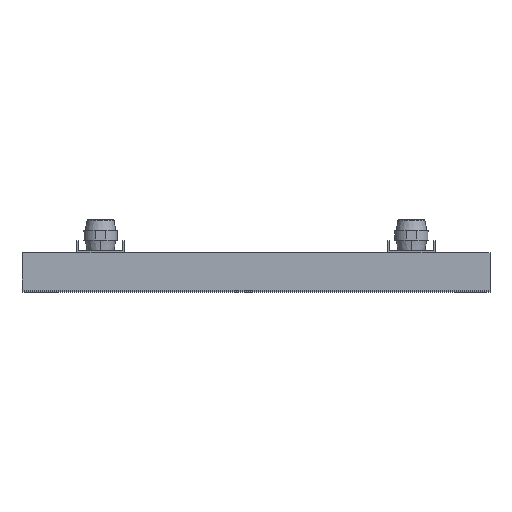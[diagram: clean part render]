
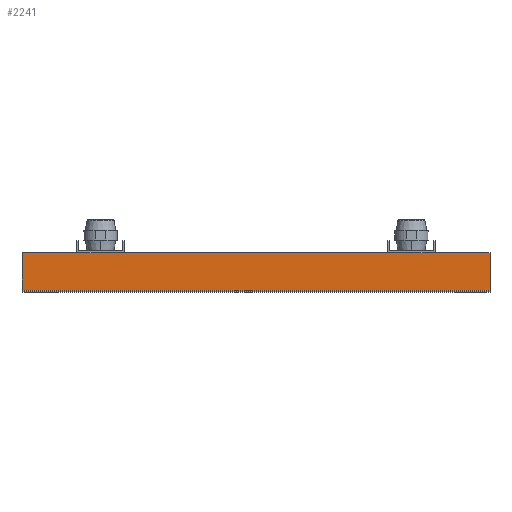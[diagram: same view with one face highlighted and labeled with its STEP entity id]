
A CAD part, top view. The second image highlights one B-rep face of the part: STEP entity #2241.
In plain terms, the highlighted planar face has unit normal (0, 0, 1).
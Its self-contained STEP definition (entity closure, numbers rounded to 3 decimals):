
#11 = DIRECTION ( 'NONE',  ( 1., 0., 0. ) ) ;
#67 = VERTEX_POINT ( 'NONE', #7151 ) ;
#160 = CARTESIAN_POINT ( 'NONE',  ( 0., 2., -24. ) ) ;
#263 = CARTESIAN_POINT ( 'NONE',  ( 526., 50., -24. ) ) ;
#295 = DIRECTION ( 'NONE',  ( 0., 1., 0. ) ) ;
#829 = CARTESIAN_POINT ( 'NONE',  ( 596., 2., -24. ) ) ;
#889 = ORIENTED_EDGE ( 'NONE', *, *, #8004, .F. ) ;
#952 = ORIENTED_EDGE ( 'NONE', *, *, #6541, .T. ) ;
#1155 = DIRECTION ( 'NONE',  ( 1., 0., 0. ) ) ;
#1195 = ORIENTED_EDGE ( 'NONE', *, *, #5928, .F. ) ;
#1238 = LINE ( 'NONE', #6157, #4480 ) ;
#1261 = DIRECTION ( 'NONE',  ( 0., 1., 0. ) ) ;
#1510 = EDGE_LOOP ( 'NONE', ( #1195, #3891, #6581, #952, #889, #7432, #7560, #4370 ) ) ;
#1559 = VECTOR ( 'NONE', #11, 1000. ) ;
#1714 = CARTESIAN_POINT ( 'NONE',  ( 596., 50., -24. ) ) ;
#1827 = LINE ( 'NONE', #3011, #5208 ) ;
#2092 = EDGE_CURVE ( 'NONE', #3538, #8117, #7225, .T. ) ;
#2215 = DIRECTION ( 'NONE',  ( 1., 0., 0. ) ) ;
#2218 = VECTOR ( 'NONE', #295, 1000. ) ;
#2241 = ADVANCED_FACE ( 'NONE', ( #7876 ), #5354, .T. ) ;
#2307 = VERTEX_POINT ( 'NONE', #263 ) ;
#2404 = DIRECTION ( 'NONE',  ( 1., 0., 0. ) ) ;
#2527 = VERTEX_POINT ( 'NONE', #1714 ) ;
#2631 = CARTESIAN_POINT ( 'NONE',  ( 130., 50., -24. ) ) ;
#2769 = LINE ( 'NONE', #4993, #7455 ) ;
#2998 = VECTOR ( 'NONE', #2404, 1000. ) ;
#3011 = CARTESIAN_POINT ( 'NONE',  ( 0., 50., -24. ) ) ;
#3074 = CARTESIAN_POINT ( 'NONE',  ( 596., 50., -24. ) ) ;
#3159 = EDGE_CURVE ( 'NONE', #3538, #67, #4291, .T. ) ;
#3208 = LINE ( 'NONE', #3074, #2998 ) ;
#3319 = CARTESIAN_POINT ( 'NONE',  ( 0., 50., -24. ) ) ;
#3335 = DIRECTION ( 'NONE',  ( 1., 0., 0. ) ) ;
#3523 = CARTESIAN_POINT ( 'NONE',  ( 596., 0., -24. ) ) ;
#3538 = VERTEX_POINT ( 'NONE', #160 ) ;
#3682 = DIRECTION ( 'NONE',  ( 1., 0., 0. ) ) ;
#3836 = CARTESIAN_POINT ( 'NONE',  ( 70., 50., -24. ) ) ;
#3891 = ORIENTED_EDGE ( 'NONE', *, *, #3159, .F. ) ;
#4218 = EDGE_CURVE ( 'NONE', #4265, #2307, #3208, .T. ) ;
#4226 = EDGE_CURVE ( 'NONE', #5342, #4882, #1238, .T. ) ;
#4265 = VERTEX_POINT ( 'NONE', #7950 ) ;
#4291 = LINE ( 'NONE', #6315, #5701 ) ;
#4370 = ORIENTED_EDGE ( 'NONE', *, *, #4226, .F. ) ;
#4480 = VECTOR ( 'NONE', #6768, 1000. ) ;
#4520 = AXIS2_PLACEMENT_3D ( 'NONE', #3523, #5956, #2215 ) ;
#4882 = VERTEX_POINT ( 'NONE', #2631 ) ;
#4993 = CARTESIAN_POINT ( 'NONE',  ( 0., 50., -24. ) ) ;
#5208 = VECTOR ( 'NONE', #3682, 1000. ) ;
#5342 = VERTEX_POINT ( 'NONE', #3836 ) ;
#5354 = PLANE ( 'NONE',  #4520 ) ;
#5635 = VECTOR ( 'NONE', #3335, 1000. ) ;
#5701 = VECTOR ( 'NONE', #1261, 1000. ) ;
#5826 = EDGE_CURVE ( 'NONE', #4882, #4265, #1827, .T. ) ;
#5928 = EDGE_CURVE ( 'NONE', #67, #5342, #2769, .T. ) ;
#5956 = DIRECTION ( 'NONE',  ( 0., 0., 1. ) ) ;
#6157 = CARTESIAN_POINT ( 'NONE',  ( 596., 50., -24. ) ) ;
#6315 = CARTESIAN_POINT ( 'NONE',  ( 0., 0., -24. ) ) ;
#6385 = LINE ( 'NONE', #3319, #1559 ) ;
#6541 = EDGE_CURVE ( 'NONE', #8117, #2527, #7150, .T. ) ;
#6581 = ORIENTED_EDGE ( 'NONE', *, *, #2092, .T. ) ;
#6768 = DIRECTION ( 'NONE',  ( 1., 0., 0. ) ) ;
#7150 = LINE ( 'NONE', #7817, #2218 ) ;
#7151 = CARTESIAN_POINT ( 'NONE',  ( 0., 50., -24. ) ) ;
#7225 = LINE ( 'NONE', #7583, #5635 ) ;
#7432 = ORIENTED_EDGE ( 'NONE', *, *, #4218, .F. ) ;
#7455 = VECTOR ( 'NONE', #1155, 1000. ) ;
#7560 = ORIENTED_EDGE ( 'NONE', *, *, #5826, .F. ) ;
#7583 = CARTESIAN_POINT ( 'NONE',  ( 0., 2., -24. ) ) ;
#7817 = CARTESIAN_POINT ( 'NONE',  ( 596., 0., -24. ) ) ;
#7876 = FACE_OUTER_BOUND ( 'NONE', #1510, .T. ) ;
#7950 = CARTESIAN_POINT ( 'NONE',  ( 466., 50., -24. ) ) ;
#8004 = EDGE_CURVE ( 'NONE', #2307, #2527, #6385, .T. ) ;
#8117 = VERTEX_POINT ( 'NONE', #829 ) ;
